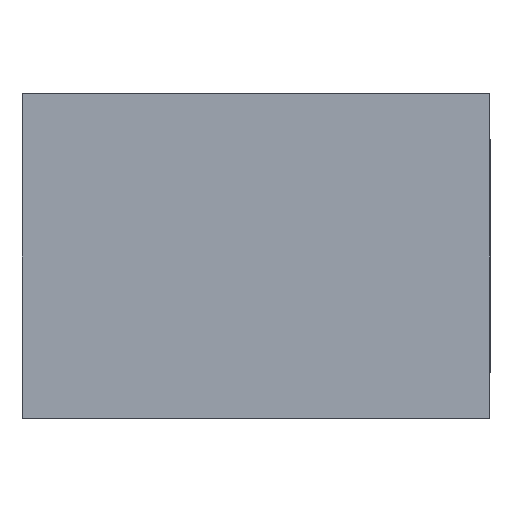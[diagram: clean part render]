
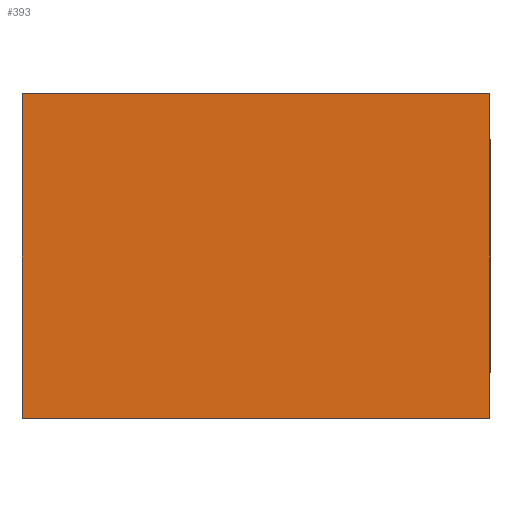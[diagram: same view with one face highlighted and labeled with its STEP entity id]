
A CAD part, left-side view. The second image highlights one B-rep face of the part: STEP entity #393.
In plain terms, the highlighted planar face has unit normal (-1, 0, 0).
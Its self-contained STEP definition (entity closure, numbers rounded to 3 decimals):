
#314=CARTESIAN_POINT('',(-27.25,27.8,36.95));
#315=VERTEX_POINT('',#314);
#322=CARTESIAN_POINT('',(-27.25,0.,36.95));
#323=VERTEX_POINT('',#322);
#324=CARTESIAN_POINT('',(-27.25,0.,36.95));
#325=DIRECTION('',(0.0,1.0,0.0));
#326=VECTOR('',#325,27.8);
#327=LINE('',#324,#326);
#328=EDGE_CURVE('',#323,#315,#327,.T.);
#363=CARTESIAN_POINT('',(-27.25,0.,36.95));
#364=DIRECTION('',(-1.0,0.0,0.0));
#365=DIRECTION('',(0.0,0.0,-1.0));
#366=AXIS2_PLACEMENT_3D('',#363,#364,#365);
#367=PLANE('',#366);
#368=CARTESIAN_POINT('',(-27.25,27.8,17.65));
#369=VERTEX_POINT('',#368);
#370=CARTESIAN_POINT('',(-27.25,27.8,36.95));
#371=DIRECTION('',(0.0,0.0,-1.0));
#372=VECTOR('',#371,19.3);
#373=LINE('',#370,#372);
#374=EDGE_CURVE('',#315,#369,#373,.T.);
#375=ORIENTED_EDGE('',*,*,#374,.T.);
#376=CARTESIAN_POINT('',(-27.25,0.,17.65));
#377=VERTEX_POINT('',#376);
#378=CARTESIAN_POINT('',(-27.25,0.,17.65));
#379=DIRECTION('',(0.0,1.0,0.0));
#380=VECTOR('',#379,27.8);
#381=LINE('',#378,#380);
#382=EDGE_CURVE('',#377,#369,#381,.T.);
#383=ORIENTED_EDGE('',*,*,#382,.F.);
#384=CARTESIAN_POINT('',(-27.25,0.,17.65));
#385=DIRECTION('',(0.0,0.0,1.0));
#386=VECTOR('',#385,19.3);
#387=LINE('',#384,#386);
#388=EDGE_CURVE('',#377,#323,#387,.T.);
#389=ORIENTED_EDGE('',*,*,#388,.T.);
#390=ORIENTED_EDGE('',*,*,#328,.T.);
#391=EDGE_LOOP('',(#375,#383,#389,#390));
#392=FACE_OUTER_BOUND('',#391,.T.);
#393=ADVANCED_FACE('',(#392),#367,.T.);
